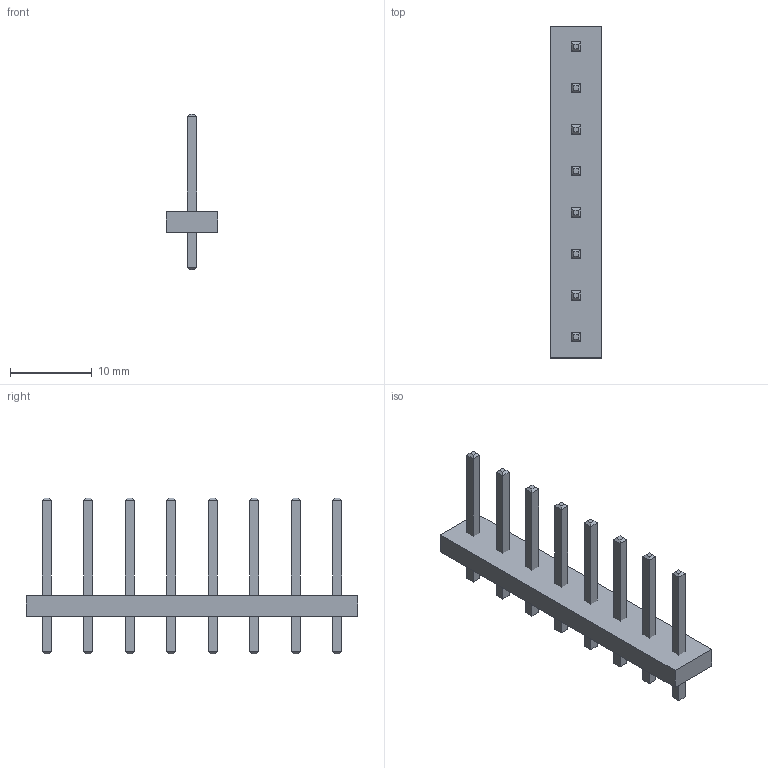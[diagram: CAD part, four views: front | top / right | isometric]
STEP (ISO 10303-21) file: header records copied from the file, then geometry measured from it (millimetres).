
FILE_DESCRIPTION(/* description */ ('model of Samtec_HPM-08-01-x-S_Straight_1x08_Pitch5.08mm'),/* implementation_level */ '2;1');
FILE_NAME(/* name */ 'Samtec_HPM-08-01-x-S_Straight_1x08_Pitch5.08mm.step',/* time_stamp */ '2023-01-04T12:13:26',/* author */ ('KiCAD','kicad'),/* organization */ ('OCCT'),/* preprocessor_version */ '',/* originating_system */ 'KiCAD',/* authorisation */ '');
FILE_SCHEMA(('AUTOMOTIVE_DESIGN { 1 0 10303 214 1 1 1 1 }'));
Length unit declared in the file: millimetre
Products named in the file (7): CQ assembly; cf58231e-8c20-11ed-9f4e-a0cec80452fd; cf58231e-8c20-11ed-9f4e-a0cec80452fd_part; cf58277e-8c20-11ed-9f4e-a0cec80452fd; cf58277e-8c20-11ed-9f4e-a0cec80452fd_part; cf582a44-8c20-11ed-9f4e-a0cec80452fd; cf582a44-8c20-11ed-9f4e-a0cec80452fd_part
Assembly tree (6 placements, depth 4):
  CQ assembly
    cf58231e-8c20-11ed-9f4e-a0cec80452fd
      cf58231e-8c20-11ed-9f4e-a0cec80452fd_part
      cf58277e-8c20-11ed-9f4e-a0cec80452fd
        cf58277e-8c20-11ed-9f4e-a0cec80452fd_part
      cf582a44-8c20-11ed-9f4e-a0cec80452fd
        cf582a44-8c20-11ed-9f4e-a0cec80452fd_part
Bounding box: 6.35 x 40.64 x 19.05 mm (x, y, z)
Volume: 851.1 mm3; surface area: 1456.2 mm2
Topology: 9 solids, 9 shells, 118 faces, 236 edges, 136 vertices
Faces by surface type: plane 118
Entity records: 3077 total; most frequent: CARTESIAN_POINT 497, DIRECTION 486, ORIENTED_EDGE 472, EDGE_CURVE 236, LINE 236, VECTOR 236, VERTEX_POINT 136, AXIS2_PLACEMENT_3D 125
